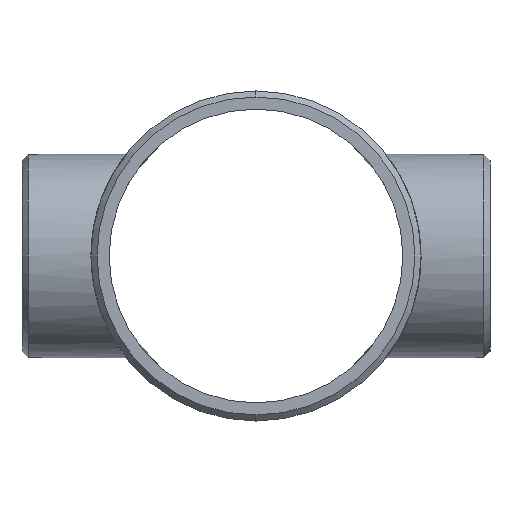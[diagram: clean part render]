
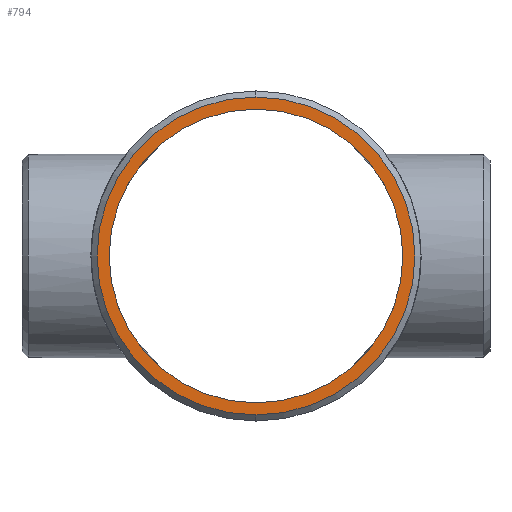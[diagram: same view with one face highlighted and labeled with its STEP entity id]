
A CAD part, left-side view. The second image highlights one B-rep face of the part: STEP entity #794.
In plain terms, the highlighted planar face has unit normal (-1, 0, 0).
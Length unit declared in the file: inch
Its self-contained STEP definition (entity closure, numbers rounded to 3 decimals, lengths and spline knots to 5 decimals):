
#97 = AXIS2_PLACEMENT_3D ( 'NONE', #113, #1111, #1009 ) ;
#113 = CARTESIAN_POINT ( 'NONE',  ( -8.5, 0., 0. ) ) ;
#149 = FACE_OUTER_BOUND ( 'NONE', #642, .T. ) ;
#158 = AXIS2_PLACEMENT_3D ( 'NONE', #1174, #524, #863 ) ;
#181 = VERTEX_POINT ( 'NONE', #303 ) ;
#196 = CIRCLE ( 'NONE', #501, 5.177 ) ;
#213 = FACE_BOUND ( 'NONE', #1059, .T. ) ;
#232 = DIRECTION ( 'NONE',  ( 0., 0., 1. ) ) ;
#243 = CIRCLE ( 'NONE', #1405, 5.177 ) ;
#264 = AXIS2_PLACEMENT_3D ( 'NONE', #1135, #463, #232 ) ;
#292 = ORIENTED_EDGE ( 'NONE', *, *, #1358, .T. ) ;
#303 = CARTESIAN_POINT ( 'NONE',  ( -8.5, 0., 4.781 ) ) ;
#395 = CIRCLE ( 'NONE', #158, 4.781 ) ;
#463 = DIRECTION ( 'NONE',  ( 1., 0., 0. ) ) ;
#499 = DIRECTION ( 'NONE',  ( -1., 0., 0. ) ) ;
#501 = AXIS2_PLACEMENT_3D ( 'NONE', #778, #667, #1097 ) ;
#516 = CARTESIAN_POINT ( 'NONE',  ( -8.5, 0., 0. ) ) ;
#524 = DIRECTION ( 'NONE',  ( 1., 0., 0. ) ) ;
#525 = ORIENTED_EDGE ( 'NONE', *, *, #1023, .T. ) ;
#529 = CIRCLE ( 'NONE', #264, 4.781 ) ;
#607 = VERTEX_POINT ( 'NONE', #1281 ) ;
#633 = CARTESIAN_POINT ( 'NONE',  ( -8.5, 0., -4.781 ) ) ;
#642 = EDGE_LOOP ( 'NONE', ( #1352, #292 ) ) ;
#667 = DIRECTION ( 'NONE',  ( -1., 0., 0. ) ) ;
#733 = DIRECTION ( 'NONE',  ( 0., 0., 1. ) ) ;
#778 = CARTESIAN_POINT ( 'NONE',  ( -8.5, 0., 0. ) ) ;
#794 = ADVANCED_FACE ( 'NONE', ( #149, #213 ), #1310, .T. ) ;
#800 = ORIENTED_EDGE ( 'NONE', *, *, #871, .T. ) ;
#807 = VERTEX_POINT ( 'NONE', #963 ) ;
#863 = DIRECTION ( 'NONE',  ( 0., 0., 1. ) ) ;
#871 = EDGE_CURVE ( 'NONE', #181, #924, #395, .T. ) ;
#924 = VERTEX_POINT ( 'NONE', #633 ) ;
#963 = CARTESIAN_POINT ( 'NONE',  ( -8.5, 0., -5.177 ) ) ;
#1009 = DIRECTION ( 'NONE',  ( 0., 0., -1. ) ) ;
#1023 = EDGE_CURVE ( 'NONE', #924, #181, #529, .T. ) ;
#1059 = EDGE_LOOP ( 'NONE', ( #800, #525 ) ) ;
#1097 = DIRECTION ( 'NONE',  ( 0., 0., 1. ) ) ;
#1111 = DIRECTION ( 'NONE',  ( -1., 0., 0. ) ) ;
#1135 = CARTESIAN_POINT ( 'NONE',  ( -8.5, 0., 0. ) ) ;
#1174 = CARTESIAN_POINT ( 'NONE',  ( -8.5, 0., 0. ) ) ;
#1236 = EDGE_CURVE ( 'NONE', #807, #607, #196, .T. ) ;
#1281 = CARTESIAN_POINT ( 'NONE',  ( -8.5, 0., 5.177 ) ) ;
#1310 = PLANE ( 'NONE',  #97 ) ;
#1352 = ORIENTED_EDGE ( 'NONE', *, *, #1236, .T. ) ;
#1358 = EDGE_CURVE ( 'NONE', #607, #807, #243, .T. ) ;
#1405 = AXIS2_PLACEMENT_3D ( 'NONE', #516, #499, #733 ) ;
